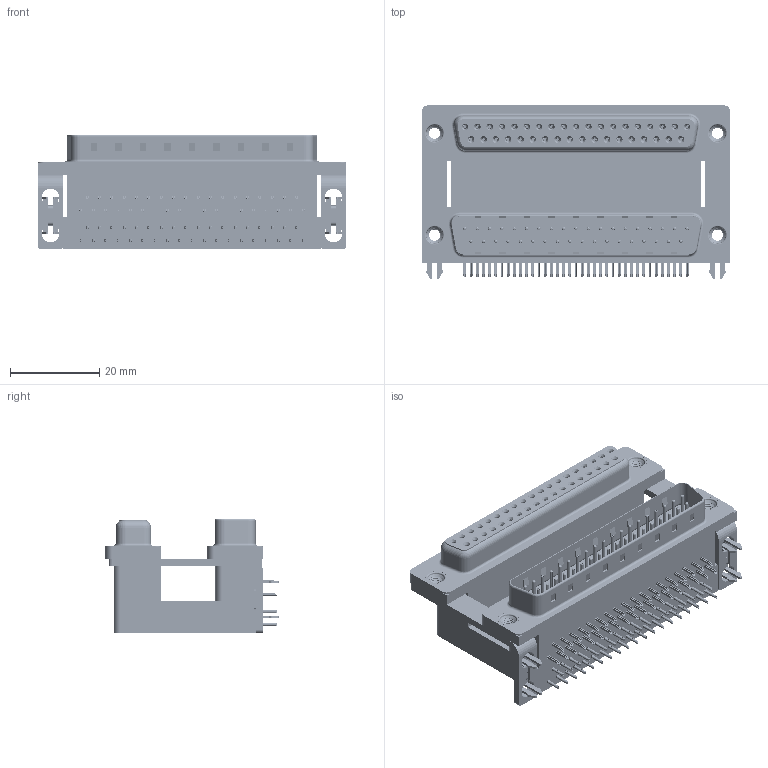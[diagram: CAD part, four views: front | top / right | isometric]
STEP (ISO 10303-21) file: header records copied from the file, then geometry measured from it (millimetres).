
FILE_DESCRIPTION (( 'STEP AP203' ), '1' );
FILE_NAME ('664-037-364-03C.STEP', '2022-06-21T01:44:51', ( '' ), ( '' ), 'SwSTEP 2.0', 'SolidWorks 2020', '' );
FILE_SCHEMA (( 'CONFIG_CONTROL_DESIGN' ));
Length unit declared in the file: millimetre
Products named in the file (13): 664 Shell Receptacle_37 Contacts; 664 Housing Upper_37 Contacts H; 664 Contact Top Upper_H; 664 Contact Bottom Upper_H; 664 2 Prong Board Lock_3; 664 Housing Lower_37 Contacts; 664 Contact Bottom Lower; 664 Threaded Rivet_M3; 664 Shell Plug_37 Contacts; 664 Mounting Bracket_2ProngH; 664-037-364-03C; 664 Contact Top Lower; 664 Housing Spacer_37 Contacts H
Assembly tree (87 placements, depth 2):
  664-037-364-03C
    664 Housing Lower_37 Contacts
    664 Housing Spacer_37 Contacts H
    664 Housing Upper_37 Contacts H
    664 Shell Plug_37 Contacts
    664 Shell Receptacle_37 Contacts
    664 Contact Bottom Lower  x18
    664 Contact Top Lower  x19
    664 Contact Bottom Upper_H  x18
    664 Contact Top Upper_H  x19
    664 Mounting Bracket_2ProngH  x2
    664 2 Prong Board Lock_3  x2
    664 Threaded Rivet_M3  x4
Bounding box: 69.32 x 38.91 x 25.6 mm (x, y, z)
Volume: 32677.9 mm3; surface area: 34339.7 mm2
Topology: 87 solids, 87 shells, 9101 faces, 23475 edges, 14665 vertices
Faces by surface type: plane 4843, cylinder 2235, bspline 1272, cone 460, torus 291
Entity records: 70236 total; most frequent: CARTESIAN_POINT 16284, ORIENTED_EDGE 10464, DIRECTION 10091, EDGE_CURVE 5232, LINE 3951, VECTOR 3951, VERTEX_POINT 3377, AXIS2_PLACEMENT_3D 3070
